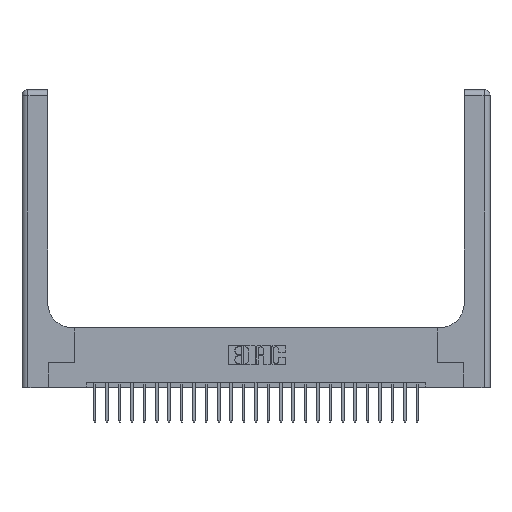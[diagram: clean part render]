
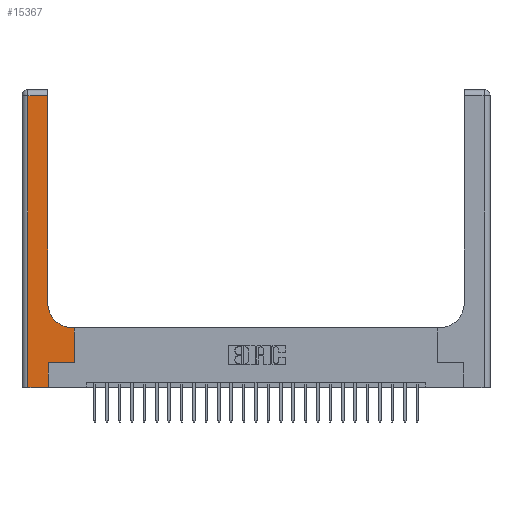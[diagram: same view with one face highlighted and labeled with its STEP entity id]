
A CAD part, top view. The second image highlights one B-rep face of the part: STEP entity #15367.
In plain terms, the highlighted planar face has unit normal (0, 0, 1).
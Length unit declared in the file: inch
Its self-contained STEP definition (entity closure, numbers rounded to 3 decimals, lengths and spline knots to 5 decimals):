
#84 = VERTEX_POINT ( 'NONE', #18269 ) ;
#207 = VERTEX_POINT ( 'NONE', #11167 ) ;
#1053 = EDGE_CURVE ( 'NONE', #21806, #7518, #3560, .T. ) ;
#1690 = CARTESIAN_POINT ( 'NONE',  ( 0.265, 0.25, 0.37 ) ) ;
#3062 = EDGE_LOOP ( 'NONE', ( #6391, #8450, #11997, #3764, #16197, #7216, #16530, #21676, #18245 ) ) ;
#3083 = LINE ( 'NONE', #23307, #20468 ) ;
#3560 = LINE ( 'NONE', #22006, #14680 ) ;
#3704 = LINE ( 'NONE', #18502, #14813 ) ;
#3764 = ORIENTED_EDGE ( 'NONE', *, *, #15068, .T. ) ;
#3772 = CARTESIAN_POINT ( 'NONE',  ( 0.265, 0., 0.37 ) ) ;
#3866 = CARTESIAN_POINT ( 'NONE',  ( 0.26, 2.94, 0.37 ) ) ;
#3996 = DIRECTION ( 'NONE',  ( 1., 0., 0. ) ) ;
#5699 = LINE ( 'NONE', #23746, #13182 ) ;
#6373 = VERTEX_POINT ( 'NONE', #8405 ) ;
#6391 = ORIENTED_EDGE ( 'NONE', *, *, #19278, .T. ) ;
#6823 = CARTESIAN_POINT ( 'NONE',  ( 0.528, 0.25, 0.37 ) ) ;
#7216 = ORIENTED_EDGE ( 'NONE', *, *, #10881, .T. ) ;
#7518 = VERTEX_POINT ( 'NONE', #9443 ) ;
#7996 = CARTESIAN_POINT ( 'NONE',  ( 0.528, 0.6, 0.37 ) ) ;
#8088 = FACE_OUTER_BOUND ( 'NONE', #3062, .T. ) ;
#8372 = CARTESIAN_POINT ( 'NONE',  ( 0.51, 0.6, 0.37 ) ) ;
#8405 = CARTESIAN_POINT ( 'NONE',  ( 0.265, 0.25, 0.37 ) ) ;
#8450 = ORIENTED_EDGE ( 'NONE', *, *, #17282, .T. ) ;
#8956 = CARTESIAN_POINT ( 'NONE',  ( 0.528, 0.25, 0.37 ) ) ;
#9124 = DIRECTION ( 'NONE',  ( 1., 0., 0. ) ) ;
#9262 = PLANE ( 'NONE',  #23358 ) ;
#9439 = LINE ( 'NONE', #3772, #11833 ) ;
#9443 = CARTESIAN_POINT ( 'NONE',  ( 0.06, 0., 0.37 ) ) ;
#9563 = EDGE_CURVE ( 'NONE', #11986, #17281, #16116, .T. ) ;
#10598 = DIRECTION ( 'NONE',  ( 0., 1., 0. ) ) ;
#10692 = DIRECTION ( 'NONE',  ( 0., -1., 0. ) ) ;
#10881 = EDGE_CURVE ( 'NONE', #6373, #11986, #11876, .T. ) ;
#11167 = CARTESIAN_POINT ( 'NONE',  ( 0.265, 0., 0.37 ) ) ;
#11187 = DIRECTION ( 'NONE',  ( 0., 0., -1. ) ) ;
#11638 = CARTESIAN_POINT ( 'NONE',  ( 0.06, 2.94, 0.37 ) ) ;
#11833 = VECTOR ( 'NONE', #17196, 39.37008 ) ;
#11876 = LINE ( 'NONE', #1690, #21157 ) ;
#11986 = VERTEX_POINT ( 'NONE', #8956 ) ;
#11997 = ORIENTED_EDGE ( 'NONE', *, *, #1053, .T. ) ;
#12487 = EDGE_CURVE ( 'NONE', #207, #6373, #9439, .T. ) ;
#13182 = VECTOR ( 'NONE', #21825, 39.37008 ) ;
#13436 = DIRECTION ( 'NONE',  ( 0., 1., 0. ) ) ;
#14680 = VECTOR ( 'NONE', #10692, 39.37008 ) ;
#14813 = VECTOR ( 'NONE', #20585, 39.37008 ) ;
#14941 = CARTESIAN_POINT ( 'NONE',  ( 0., 3., 0.37 ) ) ;
#15068 = EDGE_CURVE ( 'NONE', #7518, #207, #5699, .T. ) ;
#15367 = ADVANCED_FACE ( 'NONE', ( #8088 ), #9262, .F. ) ;
#16116 = LINE ( 'NONE', #6823, #20911 ) ;
#16197 = ORIENTED_EDGE ( 'NONE', *, *, #12487, .T. ) ;
#16530 = ORIENTED_EDGE ( 'NONE', *, *, #9563, .T. ) ;
#17196 = DIRECTION ( 'NONE',  ( 0., 1., 0. ) ) ;
#17281 = VERTEX_POINT ( 'NONE', #7996 ) ;
#17282 = EDGE_CURVE ( 'NONE', #19261, #21806, #3083, .T. ) ;
#18245 = ORIENTED_EDGE ( 'NONE', *, *, #19936, .T. ) ;
#18269 = CARTESIAN_POINT ( 'NONE',  ( 0.26, 0.85, 0.37 ) ) ;
#18502 = CARTESIAN_POINT ( 'NONE',  ( 0.26, 0.6, 0.37 ) ) ;
#18896 = VECTOR ( 'NONE', #13436, 39.37008 ) ;
#19205 = CARTESIAN_POINT ( 'NONE',  ( 0.26, 3., 0.37 ) ) ;
#19261 = VERTEX_POINT ( 'NONE', #3866 ) ;
#19278 = EDGE_CURVE ( 'NONE', #84, #19261, #23396, .T. ) ;
#19936 = EDGE_CURVE ( 'NONE', #23592, #84, #20358, .T. ) ;
#20358 = CIRCLE ( 'NONE', #23304, 0.25 ) ;
#20468 = VECTOR ( 'NONE', #23217, 39.37008 ) ;
#20585 = DIRECTION ( 'NONE',  ( -1., 0., 0. ) ) ;
#20786 = DIRECTION ( 'NONE',  ( -1., 0., 0. ) ) ;
#20911 = VECTOR ( 'NONE', #10598, 39.37008 ) ;
#20931 = CARTESIAN_POINT ( 'NONE',  ( 0.51, 0.85, 0.37 ) ) ;
#21157 = VECTOR ( 'NONE', #9124, 39.37008 ) ;
#21676 = ORIENTED_EDGE ( 'NONE', *, *, #23903, .T. ) ;
#21806 = VERTEX_POINT ( 'NONE', #11638 ) ;
#21825 = DIRECTION ( 'NONE',  ( 1., 0., 0. ) ) ;
#22006 = CARTESIAN_POINT ( 'NONE',  ( 0.06, 3., 0.37 ) ) ;
#23027 = DIRECTION ( 'NONE',  ( 0., 0., -1. ) ) ;
#23217 = DIRECTION ( 'NONE',  ( -1., 0., 0. ) ) ;
#23304 = AXIS2_PLACEMENT_3D ( 'NONE', #20931, #23027, #3996 ) ;
#23307 = CARTESIAN_POINT ( 'NONE',  ( 0., 2.94, 0.37 ) ) ;
#23358 = AXIS2_PLACEMENT_3D ( 'NONE', #14941, #11187, #20786 ) ;
#23396 = LINE ( 'NONE', #19205, #18896 ) ;
#23592 = VERTEX_POINT ( 'NONE', #8372 ) ;
#23746 = CARTESIAN_POINT ( 'NONE',  ( 0., 0., 0.37 ) ) ;
#23903 = EDGE_CURVE ( 'NONE', #17281, #23592, #3704, .T. ) ;
